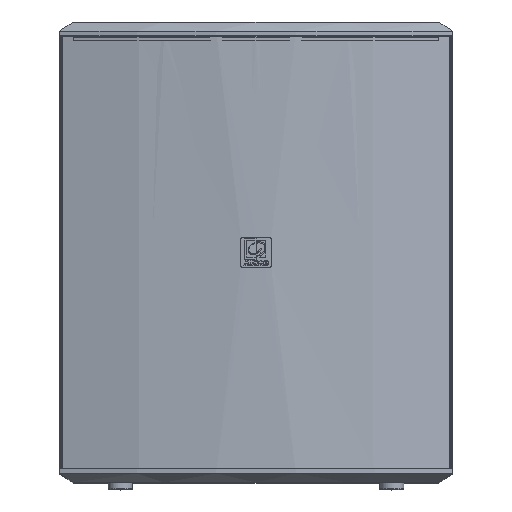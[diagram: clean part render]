
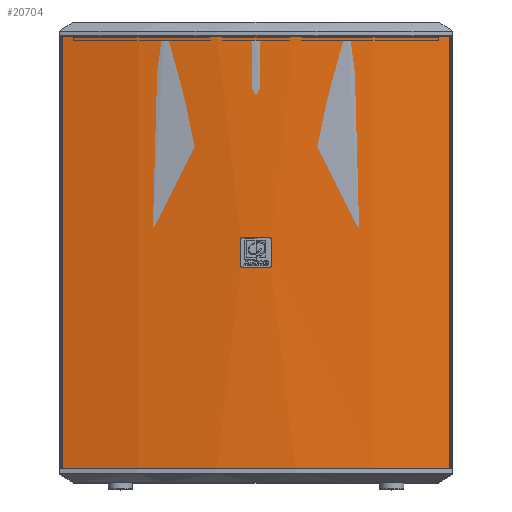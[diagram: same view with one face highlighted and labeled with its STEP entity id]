
A CAD part, top view. The second image highlights one B-rep face of the part: STEP entity #20704.
In plain terms, the highlighted cylindrical face has radius 955.389 mm (diameter 1910.78 mm), a partial arc.
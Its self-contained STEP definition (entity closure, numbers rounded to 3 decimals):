
#1062=FACE_BOUND('',#3932,.T.);
#2650=FACE_OUTER_BOUND('',#3931,.T.);
#3931=EDGE_LOOP('',(#17859,#17860,#17861,#17862));
#3932=EDGE_LOOP('',(#17863,#17864,#17865,#17866,#17867,#17868,#17869,#17870,
#17871,#17872));
#4106=CIRCLE('',#20887,955.389);
#4112=CIRCLE('',#20903,955.389);
#4114=CIRCLE('',#20907,955.389);
#4117=CIRCLE('',#20981,955.389);
#5001=CIRCLE('',#22801,955.389);
#5004=CIRCLE('',#22807,955.389);
#5144=LINE('',#28539,#6201);
#5151=LINE('',#28605,#6208);
#6105=LINE('',#40102,#7162);
#6106=LINE('',#40106,#7163);
#6201=VECTOR('',#23095,10.);
#6208=VECTOR('',#23120,10.);
#7162=VECTOR('',#27884,10.);
#7163=VECTOR('',#27889,10.);
#7248=B_SPLINE_CURVE_WITH_KNOTS('',3,(#28503,#28504,#28505,#28506,#28507,
#28508,#28509,#28510,#28511,#28512),.UNSPECIFIED.,.F.,.F.,(4,2,2,2,4),(0.603,
0.678,0.753,0.829,0.904),
 .UNSPECIFIED.);
#7249=B_SPLINE_CURVE_WITH_KNOTS('',3,(#28545,#28546,#28547,#28548,#28549,
#28550,#28551,#28552,#28553,#28554),.UNSPECIFIED.,.F.,.F.,(4,2,2,2,4),(0.904,
0.979,1.055,1.13,1.206),
 .UNSPECIFIED.);
#7252=B_SPLINE_CURVE_WITH_KNOTS('',3,(#28590,#28591,#28592,#28593,#28594,
#28595,#28596,#28597,#28598,#28599),.UNSPECIFIED.,.F.,.F.,(4,2,2,2,4),(0.301,
0.377,0.452,0.527,0.603),
 .UNSPECIFIED.);
#7253=B_SPLINE_CURVE_WITH_KNOTS('',3,(#28632,#28633,#28634,#28635,#28636,
#28637,#28638,#28639,#28640,#28641),.UNSPECIFIED.,.F.,.F.,(4,2,2,2,4),(0.,
0.075,0.151,0.226,0.301),
 .UNSPECIFIED.);
#7651=VERTEX_POINT('',#28501);
#7652=VERTEX_POINT('',#28502);
#7655=VERTEX_POINT('',#28519);
#7656=VERTEX_POINT('',#28520);
#7662=VERTEX_POINT('',#28538);
#7664=VERTEX_POINT('',#28544);
#7670=VERTEX_POINT('',#28589);
#7672=VERTEX_POINT('',#28604);
#7676=VERTEX_POINT('',#28616);
#7677=VERTEX_POINT('',#28617);
#9428=VERTEX_POINT('',#40092);
#9429=VERTEX_POINT('',#40094);
#9430=VERTEX_POINT('',#40100);
#9431=VERTEX_POINT('',#40104);
#9578=EDGE_CURVE('',#7651,#7652,#7248,.T.);
#9582=EDGE_CURVE('',#7655,#7656,#4106,.T.);
#9591=EDGE_CURVE('',#7662,#7651,#5144,.T.);
#9594=EDGE_CURVE('',#7656,#7664,#7249,.T.);
#9603=EDGE_CURVE('',#7670,#7662,#7252,.T.);
#9606=EDGE_CURVE('',#7664,#7672,#5151,.T.);
#9612=EDGE_CURVE('',#7676,#7677,#4112,.T.);
#9618=EDGE_CURVE('',#7677,#7670,#4114,.T.);
#9620=EDGE_CURVE('',#7672,#7676,#7253,.T.);
#9835=EDGE_CURVE('',#7652,#7655,#4117,.T.);
#12274=EDGE_CURVE('',#9428,#9429,#5001,.T.);
#12278=EDGE_CURVE('',#9428,#9430,#6105,.T.);
#12279=EDGE_CURVE('',#9431,#9430,#5004,.T.);
#12280=EDGE_CURVE('',#9429,#9431,#6106,.T.);
#17859=ORIENTED_EDGE('',*,*,#12278,.T.);
#17860=ORIENTED_EDGE('',*,*,#12279,.F.);
#17861=ORIENTED_EDGE('',*,*,#12280,.F.);
#17862=ORIENTED_EDGE('',*,*,#12274,.F.);
#17863=ORIENTED_EDGE('',*,*,#9835,.T.);
#17864=ORIENTED_EDGE('',*,*,#9582,.T.);
#17865=ORIENTED_EDGE('',*,*,#9594,.T.);
#17866=ORIENTED_EDGE('',*,*,#9606,.T.);
#17867=ORIENTED_EDGE('',*,*,#9620,.T.);
#17868=ORIENTED_EDGE('',*,*,#9612,.T.);
#17869=ORIENTED_EDGE('',*,*,#9618,.T.);
#17870=ORIENTED_EDGE('',*,*,#9603,.T.);
#17871=ORIENTED_EDGE('',*,*,#9591,.T.);
#17872=ORIENTED_EDGE('',*,*,#9578,.T.);
#18451=CYLINDRICAL_SURFACE('',#22806,955.389);
#20704=ADVANCED_FACE('',(#2650,#1062),#18451,.T.);
#20887=AXIS2_PLACEMENT_3D('',#28521,#23078,#23079);
#20903=AXIS2_PLACEMENT_3D('',#28618,#23130,#23131);
#20907=AXIS2_PLACEMENT_3D('',#28629,#23142,#23143);
#20981=AXIS2_PLACEMENT_3D('',#30233,#23468,#23469);
#22801=AXIS2_PLACEMENT_3D('',#40095,#27873,#27874);
#22806=AXIS2_PLACEMENT_3D('',#40103,#27885,#27886);
#22807=AXIS2_PLACEMENT_3D('',#40105,#27887,#27888);
#23078=DIRECTION('center_axis',(0.,-1.,0.));
#23079=DIRECTION('ref_axis',(-0.269,0.,0.963));
#23095=DIRECTION('',(0.,-1.,0.));
#23120=DIRECTION('',(0.,1.,0.));
#23130=DIRECTION('center_axis',(0.,1.,0.));
#23131=DIRECTION('ref_axis',(-0.269,0.,0.963));
#23142=DIRECTION('center_axis',(0.,1.,0.));
#23143=DIRECTION('ref_axis',(-0.269,0.,0.963));
#23468=DIRECTION('center_axis',(0.,-1.,0.));
#23469=DIRECTION('ref_axis',(-0.269,0.,0.963));
#27873=DIRECTION('center_axis',(0.,-1.,0.));
#27874=DIRECTION('ref_axis',(-0.269,0.,0.963));
#27884=DIRECTION('',(0.,1.,0.));
#27885=DIRECTION('center_axis',(0.,1.,0.));
#27886=DIRECTION('ref_axis',(-0.269,0.,0.963));
#27887=DIRECTION('center_axis',(0.,1.,0.));
#27888=DIRECTION('ref_axis',(-0.269,0.,0.963));
#27889=DIRECTION('',(0.,1.,0.));
#28501=CARTESIAN_POINT('',(20.,287.,305.791));
#28502=CARTESIAN_POINT('',(18.,285.,305.83));
#28503=CARTESIAN_POINT('Ctrl Pts',(20.,287.,305.791));
#28504=CARTESIAN_POINT('Ctrl Pts',(20.,286.749,305.791));
#28505=CARTESIAN_POINT('Ctrl Pts',(19.95,286.481,305.792));
#28506=CARTESIAN_POINT('Ctrl Pts',(19.746,285.988,305.796));
#28507=CARTESIAN_POINT('Ctrl Pts',(19.592,285.763,305.799));
#28508=CARTESIAN_POINT('Ctrl Pts',(19.237,285.408,305.806));
#28509=CARTESIAN_POINT('Ctrl Pts',(19.012,285.254,305.811));
#28510=CARTESIAN_POINT('Ctrl Pts',(18.519,285.05,305.821));
#28511=CARTESIAN_POINT('Ctrl Pts',(18.251,285.,305.826));
#28512=CARTESIAN_POINT('Ctrl Pts',(18.,285.,305.83));
#28519=CARTESIAN_POINT('',(0.,285.,306.));
#28520=CARTESIAN_POINT('',(-18.,285.,305.83));
#28521=CARTESIAN_POINT('Origin',(0.,285.,
-649.389));
#28538=CARTESIAN_POINT('',(20.,323.,305.791));
#28539=CARTESIAN_POINT('',(20.,305.,305.791));
#28544=CARTESIAN_POINT('',(-20.,287.,305.791));
#28545=CARTESIAN_POINT('Ctrl Pts',(-18.,285.,305.83));
#28546=CARTESIAN_POINT('Ctrl Pts',(-18.251,285.,305.826));
#28547=CARTESIAN_POINT('Ctrl Pts',(-18.519,285.05,305.821));
#28548=CARTESIAN_POINT('Ctrl Pts',(-19.012,285.254,305.811));
#28549=CARTESIAN_POINT('Ctrl Pts',(-19.237,285.408,305.806));
#28550=CARTESIAN_POINT('Ctrl Pts',(-19.592,285.763,305.799));
#28551=CARTESIAN_POINT('Ctrl Pts',(-19.746,285.988,305.796));
#28552=CARTESIAN_POINT('Ctrl Pts',(-19.95,286.481,305.792));
#28553=CARTESIAN_POINT('Ctrl Pts',(-20.,286.749,305.791));
#28554=CARTESIAN_POINT('Ctrl Pts',(-20.,287.,305.791));
#28589=CARTESIAN_POINT('',(18.,325.,305.83));
#28590=CARTESIAN_POINT('Ctrl Pts',(18.,325.,305.83));
#28591=CARTESIAN_POINT('Ctrl Pts',(18.251,325.,305.826));
#28592=CARTESIAN_POINT('Ctrl Pts',(18.519,324.95,305.821));
#28593=CARTESIAN_POINT('Ctrl Pts',(19.012,324.746,305.811));
#28594=CARTESIAN_POINT('Ctrl Pts',(19.237,324.592,305.806));
#28595=CARTESIAN_POINT('Ctrl Pts',(19.592,324.237,305.799));
#28596=CARTESIAN_POINT('Ctrl Pts',(19.746,324.012,305.796));
#28597=CARTESIAN_POINT('Ctrl Pts',(19.95,323.519,305.792));
#28598=CARTESIAN_POINT('Ctrl Pts',(20.,323.251,305.791));
#28599=CARTESIAN_POINT('Ctrl Pts',(20.,323.,305.791));
#28604=CARTESIAN_POINT('',(-20.,323.,305.791));
#28605=CARTESIAN_POINT('',(-20.,305.,305.791));
#28616=CARTESIAN_POINT('',(-18.,325.,305.83));
#28617=CARTESIAN_POINT('',(0.,325.,306.));
#28618=CARTESIAN_POINT('Origin',(0.,325.,
-649.389));
#28629=CARTESIAN_POINT('Origin',(0.,325.,
-649.389));
#28632=CARTESIAN_POINT('Ctrl Pts',(-20.,323.,305.791));
#28633=CARTESIAN_POINT('Ctrl Pts',(-20.,323.251,305.791));
#28634=CARTESIAN_POINT('Ctrl Pts',(-19.95,323.519,305.792));
#28635=CARTESIAN_POINT('Ctrl Pts',(-19.746,324.012,305.796));
#28636=CARTESIAN_POINT('Ctrl Pts',(-19.592,324.237,305.799));
#28637=CARTESIAN_POINT('Ctrl Pts',(-19.237,324.592,305.806));
#28638=CARTESIAN_POINT('Ctrl Pts',(-19.012,324.746,305.811));
#28639=CARTESIAN_POINT('Ctrl Pts',(-18.519,324.95,305.821));
#28640=CARTESIAN_POINT('Ctrl Pts',(-18.251,325.,305.826));
#28641=CARTESIAN_POINT('Ctrl Pts',(-18.,325.,305.83));
#30233=CARTESIAN_POINT('Origin',(0.,285.,
-649.389));
#40092=CARTESIAN_POINT('',(256.672,19.,270.876));
#40094=CARTESIAN_POINT('',(-256.672,19.,270.876));
#40095=CARTESIAN_POINT('Origin',(0.,19.,
-649.389));
#40100=CARTESIAN_POINT('',(256.672,591.,270.876));
#40102=CARTESIAN_POINT('',(256.672,305.,270.876));
#40103=CARTESIAN_POINT('Origin',(0.,305.,
-649.389));
#40104=CARTESIAN_POINT('',(-256.672,591.,270.876));
#40105=CARTESIAN_POINT('Origin',(0.,591.,
-649.389));
#40106=CARTESIAN_POINT('',(-256.672,305.,270.876));
